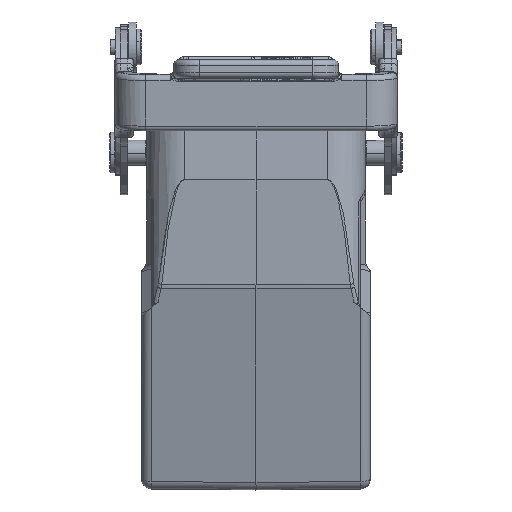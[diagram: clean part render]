
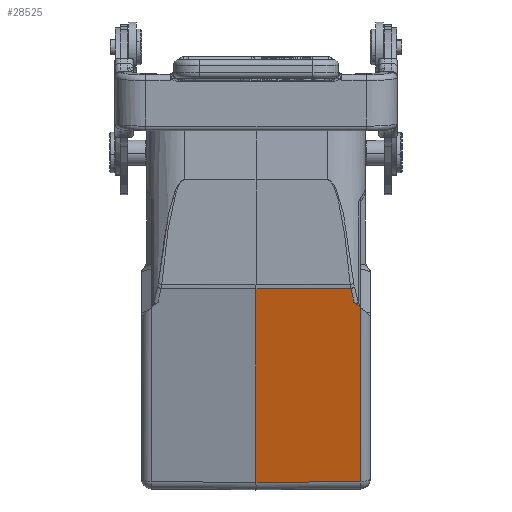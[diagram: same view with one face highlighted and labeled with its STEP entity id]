
A CAD part, left-side view. The second image highlights one B-rep face of the part: STEP entity #28525.
In plain terms, the highlighted planar face has unit normal (-0.966, -0.009, -0.259).
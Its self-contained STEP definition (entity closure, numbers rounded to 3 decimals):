
#980=CARTESIAN_POINT('',(-33.383,-20.517,
-36.083));
#996=DIRECTION('',(-0.259,0.,0.966));
#997=VECTOR('',#996,35.464);
#998=CARTESIAN_POINT('',(-24.205,-20.517,
-70.339));
#999=LINE('',#998,#997);
#1028=DIRECTION('',(-0.259,0.,0.966));
#1029=VECTOR('',#1028,39.439);
#1030=CARTESIAN_POINT('',(-24.342,0.,
-70.518));
#1031=LINE('',#1030,#1029);
#1032=CARTESIAN_POINT('',(-34.389,-18.655,
-32.394));
#1033=CARTESIAN_POINT('',(-34.15,-18.889,
-33.278));
#1034=CARTESIAN_POINT('',(-33.909,-19.089,
-34.171));
#1035=CARTESIAN_POINT('',(-33.666,-19.266,
-35.069));
#1037=DIRECTION('',(0.173,-0.765,-0.62));
#1038=VECTOR('',#1037,1.636);
#1039=CARTESIAN_POINT('',(-33.666,-19.266,
-35.069));
#1040=LINE('',#1039,#1038);
#1041=DIRECTION('',(-0.007,1.,-0.009));
#1042=VECTOR('',#1041,20.519);
#1043=CARTESIAN_POINT('',(-24.205,-20.517,
-70.339));
#1044=LINE('',#1043,#1042);
#1571=DIRECTION('',(-0.009,1.,-0.002));
#1572=VECTOR('',#1571,18.656);
#1573=CARTESIAN_POINT('',(-34.389,-18.655,
-32.394));
#1574=LINE('',#1573,#1572);
#22311=VERTEX_POINT('',#980);
#22312=CARTESIAN_POINT('',(-24.205,-20.517,
-70.339));
#22313=VERTEX_POINT('',#22312);
#22314=CARTESIAN_POINT('',(-33.666,-19.266,
-35.069));
#22315=VERTEX_POINT('',#22314);
#22321=CARTESIAN_POINT('',(-34.389,-18.655,
-32.394));
#22322=CARTESIAN_POINT('',(-34.55,0.,
-32.423));
#22323=VERTEX_POINT('',#22321);
#22324=VERTEX_POINT('',#22322);
#22325=CARTESIAN_POINT('',(-24.342,0.,
-70.518));
#22326=VERTEX_POINT('',#22325);
#28508=CARTESIAN_POINT('',(-23.945,0.,-72.));
#28509=DIRECTION('',(-0.966,-0.009,-0.259));
#28510=DIRECTION('',(-0.259,0.,0.966));
#28511=AXIS2_PLACEMENT_3D('',#28508,#28509,#28510);
#28512=PLANE('',#28511);
#28514=ORIENTED_EDGE('',*,*,#28513,.T.);
#28516=ORIENTED_EDGE('',*,*,#28515,.F.);
#28518=ORIENTED_EDGE('',*,*,#28517,.T.);
#28519=ORIENTED_EDGE('',*,*,#28491,.T.);
#28520=ORIENTED_EDGE('',*,*,#28481,.F.);
#28522=ORIENTED_EDGE('',*,*,#28521,.T.);
#28523=EDGE_LOOP('',(#28514,#28516,#28518,#28519,#28520,#28522));
#28524=FACE_OUTER_BOUND('',#28523,.F.);
#28525=ADVANCED_FACE('',(#28524),#28512,.T.);
#1036=B_SPLINE_CURVE_WITH_KNOTS('',3,(#1032,#1033,#1034,#1035),.UNSPECIFIED.,
.F.,.F.,(4,4),(0.,1.),.UNSPECIFIED.);
#28481=EDGE_CURVE('',#22313,#22311,#999,.T.);
#28491=EDGE_CURVE('',#22315,#22311,#1040,.T.);
#28513=EDGE_CURVE('',#22326,#22324,#1031,.T.);
#28515=EDGE_CURVE('',#22323,#22324,#1574,.T.);
#28517=EDGE_CURVE('',#22323,#22315,#1036,.T.);
#28521=EDGE_CURVE('',#22313,#22326,#1044,.T.);
